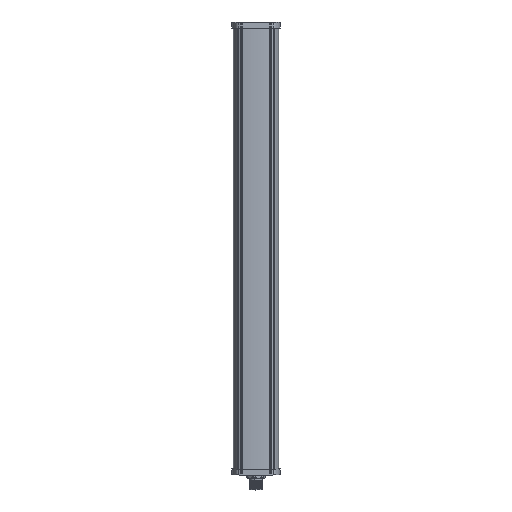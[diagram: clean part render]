
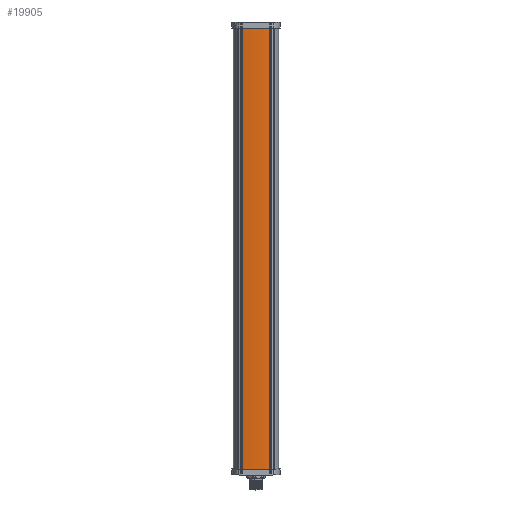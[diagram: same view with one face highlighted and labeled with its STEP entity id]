
A CAD part, front view. The second image highlights one B-rep face of the part: STEP entity #19905.
In plain terms, the highlighted cylindrical face has radius 94.814 mm (diameter 189.629 mm), a partial arc.
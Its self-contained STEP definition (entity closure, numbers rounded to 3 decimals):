
#270 = ORIENTED_EDGE ( 'NONE', *, *, #13632, .F. ) ;
#931 = ORIENTED_EDGE ( 'NONE', *, *, #16714, .F. ) ;
#1066 = CYLINDRICAL_SURFACE ( 'NONE', #4230, 94.814 ) ;
#1243 = EDGE_CURVE ( 'NONE', #10607, #22848, #3463, .T. ) ;
#1337 = CARTESIAN_POINT ( 'NONE',  ( 4.357, 189.316, 14.943 ) ) ;
#1562 = DIRECTION ( 'NONE',  ( 0., 1., 0.009 ) ) ;
#1873 = ORIENTED_EDGE ( 'NONE', *, *, #11480, .F. ) ;
#2120 = LINE ( 'NONE', #22502, #25497 ) ;
#2266 = CARTESIAN_POINT ( 'NONE',  ( 11.503, 191.321, 14.361 ) ) ;
#2455 = AXIS2_PLACEMENT_3D ( 'NONE', #22769, #21034, #14830 ) ;
#2695 = AXIS2_PLACEMENT_3D ( 'NONE', #24789, #22695, #25405 ) ;
#2809 = EDGE_LOOP ( 'NONE', ( #9235, #7557, #1873, #26126, #270, #931, #14579, #10398, #5318, #8824, #21941, #3126 ) ) ;
#2907 = DIRECTION ( 'NONE',  ( 1., 0., 0. ) ) ;
#3045 = CARTESIAN_POINT ( 'NONE',  ( -4.35, 148.706, 14.574 ) ) ;
#3126 = ORIENTED_EDGE ( 'NONE', *, *, #11295, .F. ) ;
#3463 = CIRCLE ( 'NONE', #8520, 94.814 ) ;
#3466 = CARTESIAN_POINT ( 'NONE',  ( -4.35, 191.316, 14.961 ) ) ;
#3674 = LINE ( 'NONE', #25893, #12412 ) ;
#3686 = CARTESIAN_POINT ( 'NONE',  ( -11.497, -192.663, 10.878 ) ) ;
#4230 = AXIS2_PLACEMENT_3D ( 'NONE', #23294, #12824, #2907 ) ;
#4355 = DIRECTION ( 'NONE',  ( 0., -1., -0.009 ) ) ;
#4514 = EDGE_CURVE ( 'NONE', #10607, #25442, #2120, .T. ) ;
#4521 = VERTEX_POINT ( 'NONE', #14169 ) ;
#4589 = CARTESIAN_POINT ( 'NONE',  ( 4.357, -192.669, 11.478 ) ) ;
#4837 = EDGE_CURVE ( 'NONE', #14495, #22325, #23043, .T. ) ;
#4862 = AXIS2_PLACEMENT_3D ( 'NONE', #14011, #24196, #7913 ) ;
#4894 = DIRECTION ( 'NONE',  ( 0., -1., -0.009 ) ) ;
#5018 = CARTESIAN_POINT ( 'NONE',  ( 4.357, -150.059, 11.864 ) ) ;
#5082 = EDGE_CURVE ( 'NONE', #22325, #8601, #14542, .T. ) ;
#5294 = CARTESIAN_POINT ( 'NONE',  ( 4.357, 191.316, 14.961 ) ) ;
#5318 = ORIENTED_EDGE ( 'NONE', *, *, #4514, .F. ) ;
#5384 = DIRECTION ( 'NONE',  ( 0., -1., -0.009 ) ) ;
#5544 = CARTESIAN_POINT ( 'NONE',  ( 0.003, -191.809, -83.232 ) ) ;
#5621 = VERTEX_POINT ( 'NONE', #3466 ) ;
#5993 = VERTEX_POINT ( 'NONE', #3686 ) ;
#6489 = CIRCLE ( 'NONE', #2695, 94.814 ) ;
#7009 = FACE_OUTER_BOUND ( 'NONE', #2809, .T. ) ;
#7091 = CIRCLE ( 'NONE', #2455, 94.814 ) ;
#7523 = DIRECTION ( 'NONE',  ( -1., 0., 0. ) ) ;
#7557 = ORIENTED_EDGE ( 'NONE', *, *, #4837, .F. ) ;
#7625 = DIRECTION ( 'NONE',  ( -1., 0., 0. ) ) ;
#7740 = EDGE_CURVE ( 'NONE', #13548, #4521, #26127, .T. ) ;
#7753 = CARTESIAN_POINT ( 'NONE',  ( 0.003, -189.81, -83.214 ) ) ;
#7913 = DIRECTION ( 'NONE',  ( 1., 0., 0. ) ) ;
#8326 = CARTESIAN_POINT ( 'NONE',  ( -4.35, -190.669, 11.496 ) ) ;
#8520 = AXIS2_PLACEMENT_3D ( 'NONE', #7753, #1562, #13854 ) ;
#8601 = VERTEX_POINT ( 'NONE', #16358 ) ;
#8809 = VECTOR ( 'NONE', #5384, 1000. ) ;
#8824 = ORIENTED_EDGE ( 'NONE', *, *, #1243, .T. ) ;
#9235 = ORIENTED_EDGE ( 'NONE', *, *, #5082, .F. ) ;
#9502 = DIRECTION ( 'NONE',  ( 0., 1., 0.009 ) ) ;
#10398 = ORIENTED_EDGE ( 'NONE', *, *, #25070, .F. ) ;
#10607 = VERTEX_POINT ( 'NONE', #8326 ) ;
#10787 = CARTESIAN_POINT ( 'NONE',  ( 4.357, -190.669, 11.496 ) ) ;
#11012 = VERTEX_POINT ( 'NONE', #4589 ) ;
#11295 = EDGE_CURVE ( 'NONE', #8601, #11012, #7091, .T. ) ;
#11377 = VECTOR ( 'NONE', #4894, 1000. ) ;
#11480 = EDGE_CURVE ( 'NONE', #13548, #14495, #11487, .T. ) ;
#11487 = LINE ( 'NONE', #19572, #17688 ) ;
#11590 = DIRECTION ( 'NONE',  ( 0., -1., -0.009 ) ) ;
#11864 = DIRECTION ( 'NONE',  ( 0., -1., -0.009 ) ) ;
#12412 = VECTOR ( 'NONE', #11864, 1000. ) ;
#12824 = DIRECTION ( 'NONE',  ( 0., -1., -0.009 ) ) ;
#13548 = VERTEX_POINT ( 'NONE', #1337 ) ;
#13632 = EDGE_CURVE ( 'NONE', #5621, #4521, #23037, .T. ) ;
#13854 = DIRECTION ( 'NONE',  ( 1., 0., 0. ) ) ;
#14011 = CARTESIAN_POINT ( 'NONE',  ( 0.003, 192.175, -79.749 ) ) ;
#14169 = CARTESIAN_POINT ( 'NONE',  ( -4.35, 189.316, 14.943 ) ) ;
#14495 = VERTEX_POINT ( 'NONE', #5294 ) ;
#14531 = CARTESIAN_POINT ( 'NONE',  ( -11.497, 191.321, 14.361 ) ) ;
#14542 = LINE ( 'NONE', #20624, #8809 ) ;
#14579 = ORIENTED_EDGE ( 'NONE', *, *, #17222, .T. ) ;
#14830 = DIRECTION ( 'NONE',  ( -1., 0., 0. ) ) ;
#14967 = LINE ( 'NONE', #5018, #15235 ) ;
#15235 = VECTOR ( 'NONE', #25002, 1000. ) ;
#15739 = DIRECTION ( 'NONE',  ( 0., -1., -0.009 ) ) ;
#16230 = AXIS2_PLACEMENT_3D ( 'NONE', #5544, #15739, #7523 ) ;
#16358 = CARTESIAN_POINT ( 'NONE',  ( 11.503, -192.663, 10.878 ) ) ;
#16714 = EDGE_CURVE ( 'NONE', #24099, #5621, #6489, .T. ) ;
#17222 = EDGE_CURVE ( 'NONE', #24099, #5993, #3674, .T. ) ;
#17688 = VECTOR ( 'NONE', #9502, 1000. ) ;
#19572 = CARTESIAN_POINT ( 'NONE',  ( 4.357, 148.706, 14.574 ) ) ;
#19767 = EDGE_CURVE ( 'NONE', #11012, #22848, #14967, .T. ) ;
#19905 = ADVANCED_FACE ( 'NONE', ( #7009 ), #1066, .T. ) ;
#20624 = CARTESIAN_POINT ( 'NONE',  ( 11.503, 119.935, 13.713 ) ) ;
#20874 = CIRCLE ( 'NONE', #16230, 94.814 ) ;
#21034 = DIRECTION ( 'NONE',  ( 0., -1., -0.009 ) ) ;
#21660 = CARTESIAN_POINT ( 'NONE',  ( 0.003, 190.175, -79.768 ) ) ;
#21941 = ORIENTED_EDGE ( 'NONE', *, *, #19767, .F. ) ;
#22325 = VERTEX_POINT ( 'NONE', #2266 ) ;
#22502 = CARTESIAN_POINT ( 'NONE',  ( -4.35, -150.059, 11.864 ) ) ;
#22695 = DIRECTION ( 'NONE',  ( 0., 1., 0.009 ) ) ;
#22769 = CARTESIAN_POINT ( 'NONE',  ( 0.003, -191.809, -83.232 ) ) ;
#22848 = VERTEX_POINT ( 'NONE', #10787 ) ;
#22988 = CARTESIAN_POINT ( 'NONE',  ( -4.35, -192.669, 11.478 ) ) ;
#23037 = LINE ( 'NONE', #3045, #11377 ) ;
#23043 = CIRCLE ( 'NONE', #4862, 94.814 ) ;
#23294 = CARTESIAN_POINT ( 'NONE',  ( 0.003, 120.789, -80.397 ) ) ;
#24099 = VERTEX_POINT ( 'NONE', #14531 ) ;
#24196 = DIRECTION ( 'NONE',  ( 0., 1., 0.009 ) ) ;
#24789 = CARTESIAN_POINT ( 'NONE',  ( 0.003, 192.175, -79.749 ) ) ;
#24863 = AXIS2_PLACEMENT_3D ( 'NONE', #21660, #11590, #7625 ) ;
#25002 = DIRECTION ( 'NONE',  ( 0., 1., 0.009 ) ) ;
#25070 = EDGE_CURVE ( 'NONE', #25442, #5993, #20874, .T. ) ;
#25405 = DIRECTION ( 'NONE',  ( 1., 0., 0. ) ) ;
#25442 = VERTEX_POINT ( 'NONE', #22988 ) ;
#25497 = VECTOR ( 'NONE', #4355, 1000. ) ;
#25893 = CARTESIAN_POINT ( 'NONE',  ( -11.497, 119.935, 13.713 ) ) ;
#26126 = ORIENTED_EDGE ( 'NONE', *, *, #7740, .T. ) ;
#26127 = CIRCLE ( 'NONE', #24863, 94.814 ) ;
